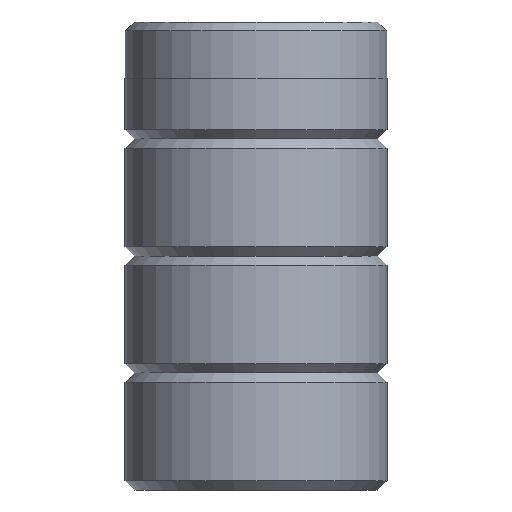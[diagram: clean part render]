
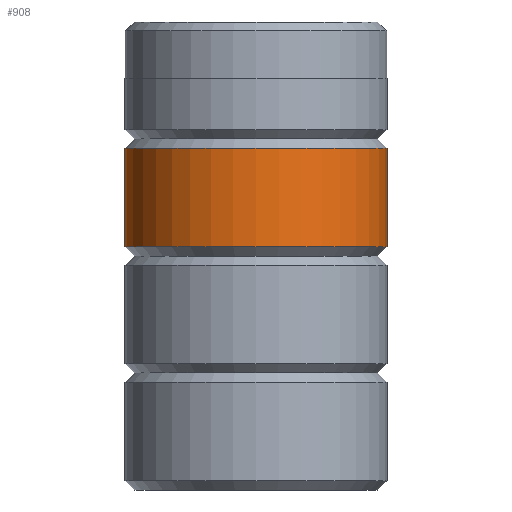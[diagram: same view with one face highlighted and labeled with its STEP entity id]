
A CAD part, front view. The second image highlights one B-rep face of the part: STEP entity #908.
In plain terms, the highlighted cylindrical face has radius 7 mm (diameter 14 mm), a partial arc.
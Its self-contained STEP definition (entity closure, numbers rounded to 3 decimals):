
#3 = AXIS2_PLACEMENT_3D ( 'NONE', #1430, #543, #1563 ) ;
#27 = CARTESIAN_POINT ( 'NONE',  ( 0., 0., 25. ) ) ;
#47 = DIRECTION ( 'NONE',  ( -1., 0., 0. ) ) ;
#64 = LINE ( 'NONE', #1265, #1231 ) ;
#109 = EDGE_LOOP ( 'NONE', ( #454, #619, #248, #1400 ) ) ;
#180 = VERTEX_POINT ( 'NONE', #989 ) ;
#248 = ORIENTED_EDGE ( 'NONE', *, *, #709, .T. ) ;
#269 = VERTEX_POINT ( 'NONE', #657 ) ;
#320 = EDGE_CURVE ( 'NONE', #367, #180, #1233, .T. ) ;
#360 = DIRECTION ( 'NONE',  ( 0., 0., -1. ) ) ;
#367 = VERTEX_POINT ( 'NONE', #374 ) ;
#374 = CARTESIAN_POINT ( 'NONE',  ( 7., 0., 18.25 ) ) ;
#454 = ORIENTED_EDGE ( 'NONE', *, *, #812, .F. ) ;
#511 = DIRECTION ( 'NONE',  ( 0., 0., -1. ) ) ;
#543 = DIRECTION ( 'NONE',  ( 0., 0., -1. ) ) ;
#592 = DIRECTION ( 'NONE',  ( 0., 0., -1. ) ) ;
#619 = ORIENTED_EDGE ( 'NONE', *, *, #320, .T. ) ;
#657 = CARTESIAN_POINT ( 'NONE',  ( 7., 0., 13. ) ) ;
#709 = EDGE_CURVE ( 'NONE', #180, #1203, #64, .T. ) ;
#713 = VECTOR ( 'NONE', #592, 1000. ) ;
#812 = EDGE_CURVE ( 'NONE', #367, #269, #1067, .T. ) ;
#908 = ADVANCED_FACE ( 'NONE', ( #1732 ), #966, .T. ) ;
#966 = CYLINDRICAL_SURFACE ( 'NONE', #1895, 7. ) ;
#972 = DIRECTION ( 'NONE',  ( -1., 0., 0. ) ) ;
#982 = DIRECTION ( 'NONE',  ( 0., 0., -1. ) ) ;
#989 = CARTESIAN_POINT ( 'NONE',  ( -7., 0., 18.25 ) ) ;
#1067 = LINE ( 'NONE', #1608, #713 ) ;
#1145 = CIRCLE ( 'NONE', #3, 7. ) ;
#1203 = VERTEX_POINT ( 'NONE', #1693 ) ;
#1230 = EDGE_CURVE ( 'NONE', #269, #1203, #1145, .T. ) ;
#1231 = VECTOR ( 'NONE', #360, 1000. ) ;
#1233 = CIRCLE ( 'NONE', #1662, 7. ) ;
#1265 = CARTESIAN_POINT ( 'NONE',  ( -7., 0., 25. ) ) ;
#1400 = ORIENTED_EDGE ( 'NONE', *, *, #1230, .F. ) ;
#1430 = CARTESIAN_POINT ( 'NONE',  ( 0., 0., 13. ) ) ;
#1563 = DIRECTION ( 'NONE',  ( -1., 0., 0. ) ) ;
#1608 = CARTESIAN_POINT ( 'NONE',  ( 7., 0., 25. ) ) ;
#1662 = AXIS2_PLACEMENT_3D ( 'NONE', #1841, #982, #47 ) ;
#1693 = CARTESIAN_POINT ( 'NONE',  ( -7., 0., 13. ) ) ;
#1732 = FACE_OUTER_BOUND ( 'NONE', #109, .T. ) ;
#1841 = CARTESIAN_POINT ( 'NONE',  ( 0., 0., 18.25 ) ) ;
#1895 = AXIS2_PLACEMENT_3D ( 'NONE', #27, #511, #972 ) ;
